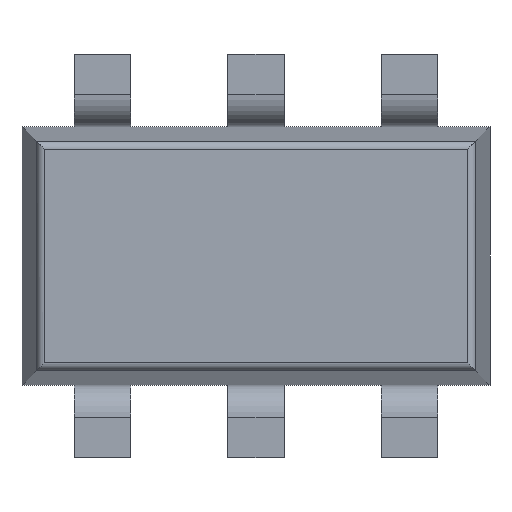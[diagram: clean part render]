
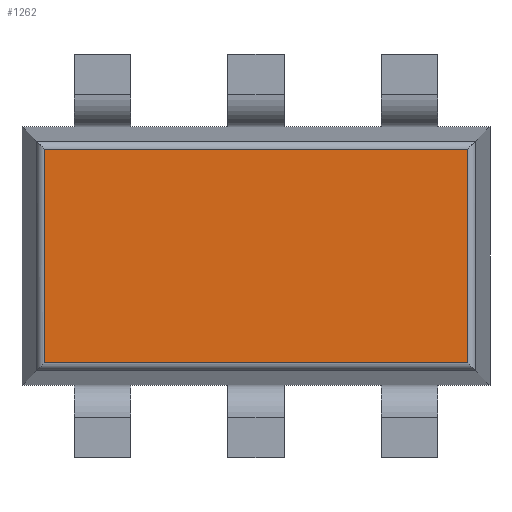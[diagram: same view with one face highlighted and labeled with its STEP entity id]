
A CAD part, front view. The second image highlights one B-rep face of the part: STEP entity #1262.
In plain terms, the highlighted planar face has unit normal (0, -1, 0).
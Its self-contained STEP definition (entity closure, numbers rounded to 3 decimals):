
#128 = LINE ( 'NONE', #1632, #799 ) ;
#131 = CARTESIAN_POINT ( 'NONE',  ( -1.311, -0.55, 0.661 ) ) ;
#197 = DIRECTION ( 'NONE',  ( 0., 0., -1. ) ) ;
#362 = EDGE_CURVE ( 'NONE', #1380, #2859, #1117, .T. ) ;
#583 = CARTESIAN_POINT ( 'NONE',  ( -1.353, -0.55, 0.661 ) ) ;
#670 = VERTEX_POINT ( 'NONE', #131 ) ;
#736 = ORIENTED_EDGE ( 'NONE', *, *, #362, .T. ) ;
#754 = CARTESIAN_POINT ( 'NONE',  ( 0., -0.55, 0. ) ) ;
#799 = VECTOR ( 'NONE', #2489, 1000. ) ;
#883 = DIRECTION ( 'NONE',  ( -1., 0., 0. ) ) ;
#990 = EDGE_CURVE ( 'NONE', #2391, #1380, #1946, .T. ) ;
#1013 = DIRECTION ( 'NONE',  ( 0., 0., 1. ) ) ;
#1095 = ORIENTED_EDGE ( 'NONE', *, *, #3578, .T. ) ;
#1117 = LINE ( 'NONE', #3545, #1588 ) ;
#1262 = ADVANCED_FACE ( 'NONE', ( #2934 ), #2678, .T. ) ;
#1324 = VECTOR ( 'NONE', #2018, 1000. ) ;
#1380 = VERTEX_POINT ( 'NONE', #2873 ) ;
#1509 = VECTOR ( 'NONE', #883, 1000. ) ;
#1588 = VECTOR ( 'NONE', #1013, 1000. ) ;
#1632 = CARTESIAN_POINT ( 'NONE',  ( -1.311, -0.55, -0.703 ) ) ;
#1643 = CARTESIAN_POINT ( 'NONE',  ( 1.311, -0.55, 0.661 ) ) ;
#1666 = CARTESIAN_POINT ( 'NONE',  ( -1.311, -0.55, -0.661 ) ) ;
#1851 = AXIS2_PLACEMENT_3D ( 'NONE', #754, #2151, #197 ) ;
#1946 = LINE ( 'NONE', #2311, #1324 ) ;
#2018 = DIRECTION ( 'NONE',  ( 1., 0., 0. ) ) ;
#2151 = DIRECTION ( 'NONE',  ( 0., -1., 0. ) ) ;
#2266 = ORIENTED_EDGE ( 'NONE', *, *, #990, .T. ) ;
#2311 = CARTESIAN_POINT ( 'NONE',  ( 1.353, -0.55, -0.661 ) ) ;
#2391 = VERTEX_POINT ( 'NONE', #1666 ) ;
#2489 = DIRECTION ( 'NONE',  ( 0., 0., -1. ) ) ;
#2678 = PLANE ( 'NONE',  #1851 ) ;
#2736 = ORIENTED_EDGE ( 'NONE', *, *, #2900, .T. ) ;
#2744 = EDGE_LOOP ( 'NONE', ( #2266, #736, #1095, #2736 ) ) ;
#2859 = VERTEX_POINT ( 'NONE', #1643 ) ;
#2873 = CARTESIAN_POINT ( 'NONE',  ( 1.311, -0.55, -0.661 ) ) ;
#2900 = EDGE_CURVE ( 'NONE', #670, #2391, #128, .T. ) ;
#2934 = FACE_OUTER_BOUND ( 'NONE', #2744, .T. ) ;
#3490 = LINE ( 'NONE', #583, #1509 ) ;
#3545 = CARTESIAN_POINT ( 'NONE',  ( 1.311, -0.55, 0.703 ) ) ;
#3578 = EDGE_CURVE ( 'NONE', #2859, #670, #3490, .T. ) ;
